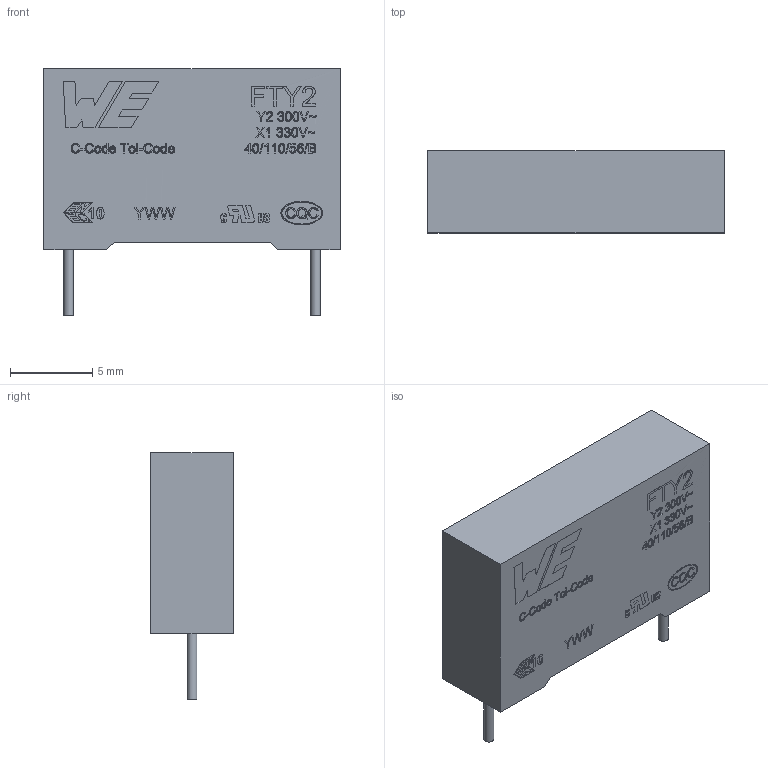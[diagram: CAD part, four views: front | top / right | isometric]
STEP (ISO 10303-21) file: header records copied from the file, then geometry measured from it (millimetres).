
FILE_DESCRIPTION(/* description */ ('Unknown','CAx-IF Rec.Pracs.---Representation and Presentation of Product Manufacturing Information (PMI)---4.0---2014-10-13','CAx-IF Rec.Pracs.---3D Tessellated Geometry---0.4---2014-09-14','2;1'),/* implementation_level */ '2;1');
FILE_NAME(/* name */ 'C_Wurth_WCAP-FTY2-P15L18W5H11',/* time_stamp */ '2025-02-13T10:20:14+08:00',/* author */ ('Unknown'),/* organization */ ('Unknown'),/* preprocessor_version */ 'ST-DEVELOPER v16.7',/* originating_system */ 'Solid Edge',/* authorisation */ 'Unknown');
FILE_SCHEMA (('AP242_MANAGED_MODEL_BASED_3D_ENGINEERING_MIM_LF { 1 0 10303 442 1 1 4 }'));
Length unit declared in the file: metre
Products named in the file (2): C_Wurth_WCAP-FTY2-P15L18W5H11
Assembly tree (1 placements, depth 2):
  C_Wurth_WCAP-FTY2-P15L18W5H11
    C_Wurth_WCAP-FTY2-P15L18W5H11
Bounding box: 18 x 5 x 15 mm (x, y, z)
Volume: 959.4 mm3; surface area: 704.2 mm2
Topology: 1 solids, 1 shells, 555 faces, 1369 edges, 901 vertices
Faces by surface type: plane 425, bspline 101, cylinder 27, torus 2
Full cylindrical faces by diameter (mm): 0.6 x2
Entity records: 22322 total; most frequent: CARTESIAN_POINT 5992, ORIENTED_EDGE 2684, DIRECTION 2103, EDGE_CURVE 1342, LINE 1079, VECTOR 1079, VERTEX_POINT 901, EDGE_LOOP 667
